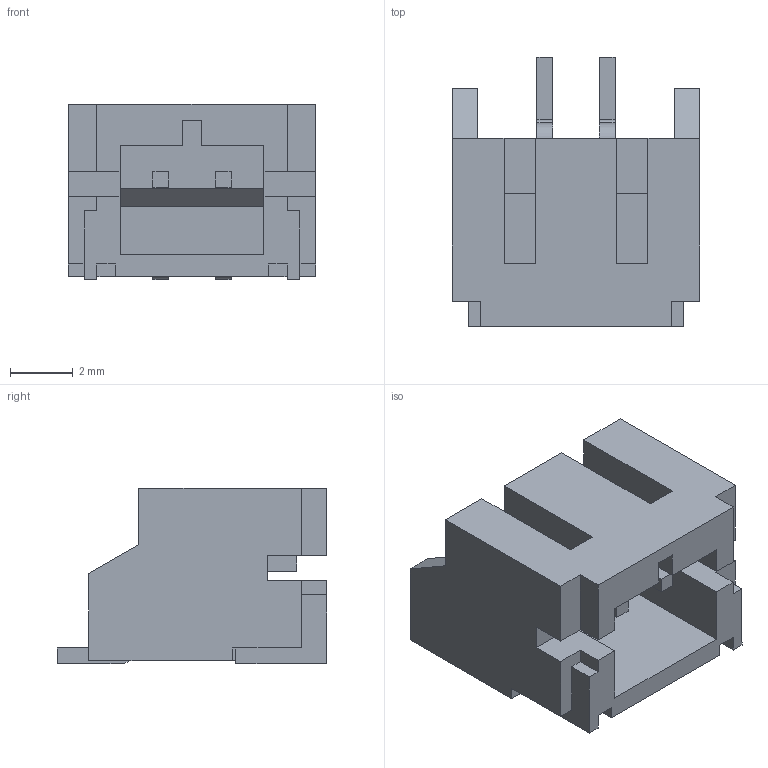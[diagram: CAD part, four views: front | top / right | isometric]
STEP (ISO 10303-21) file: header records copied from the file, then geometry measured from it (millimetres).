
FILE_DESCRIPTION (( 'STEP AP203' ), '1' );
FILE_NAME ('S2B-PH-SM4-TB(LF)(SN).STEP', '2021-03-23T08:54:14', ( 'Admin' ), ( '' ), 'SwSTEP 2.0', 'SolidWorks 2018', '' );
FILE_SCHEMA (( 'CONFIG_CONTROL_DESIGN' ));
Length unit declared in the file: inch
Products named in the file (1): S2B-PH-SM4-TB(LF)(SN)
Bounding box: 7.9 x 8.6 x 5.6 mm (x, y, z)
Volume: 174.8 mm3; surface area: 404.1 mm2
Topology: 1 solids, 1 shells, 90 faces, 262 edges, 174 vertices
Faces by surface type: plane 84, cylinder 6
Entity records: 3009 total; most frequent: CARTESIAN_POINT 527, ORIENTED_EDGE 524, DIRECTION 456, EDGE_CURVE 262, LINE 250, VECTOR 250, VERTEX_POINT 174, AXIS2_PLACEMENT_3D 103
